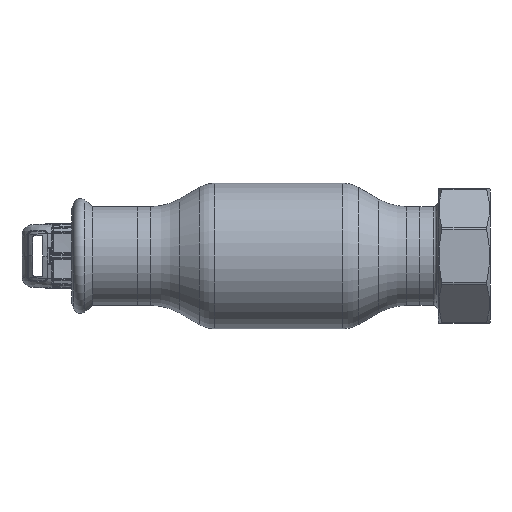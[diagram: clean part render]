
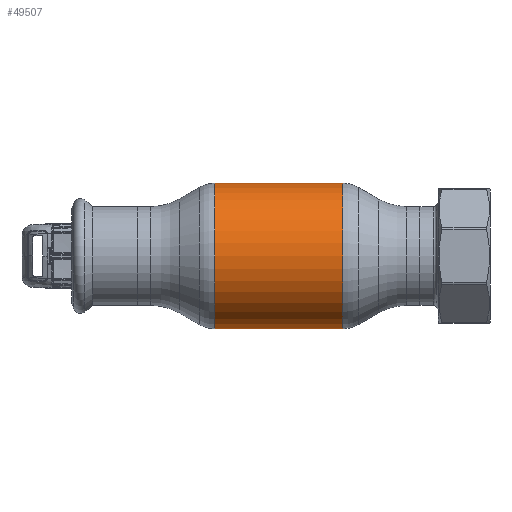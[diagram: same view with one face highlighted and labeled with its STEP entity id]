
A CAD part, front view. The second image highlights one B-rep face of the part: STEP entity #49507.
In plain terms, the highlighted cylindrical face has radius 28.25 mm (diameter 56.5 mm), a partial arc.
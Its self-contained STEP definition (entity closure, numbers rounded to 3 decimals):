
#40 = DIRECTION ( 'NONE',  ( -1., 0., 0. ) ) ;
#1420 = FACE_OUTER_BOUND ( 'NONE', #42991, .T. ) ;
#2454 = CARTESIAN_POINT ( 'NONE',  ( -24.785, 0., 28.25 ) ) ;
#2748 = VECTOR ( 'NONE', #56031, 1000. ) ;
#4212 = AXIS2_PLACEMENT_3D ( 'NONE', #33215, #14564, #33445 ) ;
#4524 = CARTESIAN_POINT ( 'NONE',  ( -62.69, 0., 28.25 ) ) ;
#4914 = CARTESIAN_POINT ( 'NONE',  ( 24.785, 0., -28.25 ) ) ;
#5042 = CARTESIAN_POINT ( 'NONE',  ( -62.69, 0., 0. ) ) ;
#7670 = VERTEX_POINT ( 'NONE', #45695 ) ;
#9640 = VERTEX_POINT ( 'NONE', #2454 ) ;
#10217 = DIRECTION ( 'NONE',  ( 0., 0., 1. ) ) ;
#11981 = CARTESIAN_POINT ( 'NONE',  ( 24.785, 0., 28.25 ) ) ;
#14388 = ORIENTED_EDGE ( 'NONE', *, *, #33985, .T. ) ;
#14564 = DIRECTION ( 'NONE',  ( -1., 0., 0. ) ) ;
#17411 = AXIS2_PLACEMENT_3D ( 'NONE', #20285, #52733, #24760 ) ;
#18987 = DIRECTION ( 'NONE',  ( -1., 0., 0. ) ) ;
#20285 = CARTESIAN_POINT ( 'NONE',  ( 24.785, 0., 0. ) ) ;
#24760 = DIRECTION ( 'NONE',  ( 0., 0., 1. ) ) ;
#27669 = LINE ( 'NONE', #56855, #2748 ) ;
#33215 = CARTESIAN_POINT ( 'NONE',  ( -24.785, 0., 0. ) ) ;
#33445 = DIRECTION ( 'NONE',  ( 0., 0., 1. ) ) ;
#33985 = EDGE_CURVE ( 'NONE', #40086, #9640, #35953, .T. ) ;
#34288 = CIRCLE ( 'NONE', #17411, 28.25 ) ;
#35953 = LINE ( 'NONE', #4524, #39685 ) ;
#36064 = ORIENTED_EDGE ( 'NONE', *, *, #49970, .F. ) ;
#38908 = ORIENTED_EDGE ( 'NONE', *, *, #55009, .F. ) ;
#39685 = VECTOR ( 'NONE', #40, 1000. ) ;
#40086 = VERTEX_POINT ( 'NONE', #11981 ) ;
#40315 = CYLINDRICAL_SURFACE ( 'NONE', #58032, 28.25 ) ;
#42991 = EDGE_LOOP ( 'NONE', ( #38908, #52997, #14388, #36064 ) ) ;
#45695 = CARTESIAN_POINT ( 'NONE',  ( -24.785, 0., -28.25 ) ) ;
#49507 = ADVANCED_FACE ( 'NONE', ( #1420 ), #40315, .T. ) ;
#49970 = EDGE_CURVE ( 'NONE', #7670, #9640, #51993, .T. ) ;
#51993 = CIRCLE ( 'NONE', #4212, 28.25 ) ;
#52733 = DIRECTION ( 'NONE',  ( -1., 0., 0. ) ) ;
#52997 = ORIENTED_EDGE ( 'NONE', *, *, #55085, .T. ) ;
#55009 = EDGE_CURVE ( 'NONE', #55887, #7670, #27669, .T. ) ;
#55085 = EDGE_CURVE ( 'NONE', #55887, #40086, #34288, .T. ) ;
#55887 = VERTEX_POINT ( 'NONE', #4914 ) ;
#56031 = DIRECTION ( 'NONE',  ( -1., 0., 0. ) ) ;
#56855 = CARTESIAN_POINT ( 'NONE',  ( -62.69, 0., -28.25 ) ) ;
#58032 = AXIS2_PLACEMENT_3D ( 'NONE', #5042, #18987, #10217 ) ;
